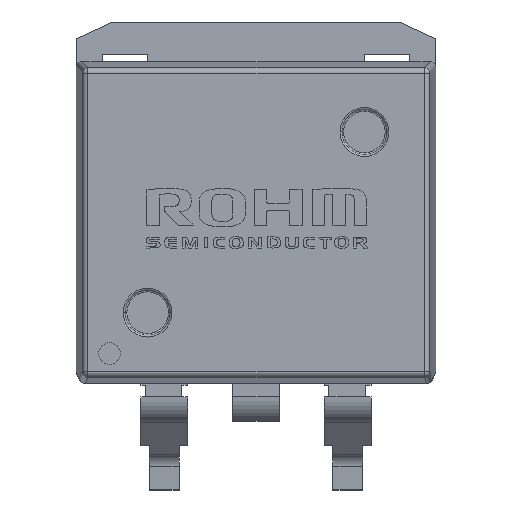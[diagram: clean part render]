
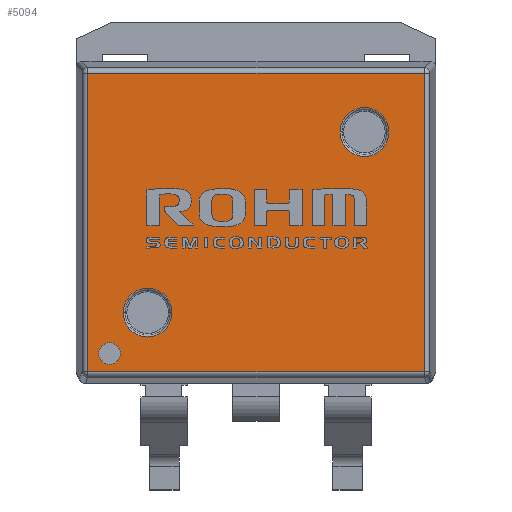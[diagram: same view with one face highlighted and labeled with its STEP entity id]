
A CAD part, top view. The second image highlights one B-rep face of the part: STEP entity #5094.
In plain terms, the highlighted planar face has unit normal (0, 0, 1).
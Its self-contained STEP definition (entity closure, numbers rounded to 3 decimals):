
#532 = FACE_OUTER_BOUND ( 'NONE', #6909, .T. ) ;
#597 = LINE ( 'NONE', #10861, #6177 ) ;
#684 = CARTESIAN_POINT ( 'NONE',  ( 0., 0., 4.85 ) ) ;
#759 = EDGE_CURVE ( 'NONE', #13929, #5587, #10943, .T. ) ;
#1179 = ORIENTED_EDGE ( 'NONE', *, *, #8564, .T. ) ;
#1197 = CARTESIAN_POINT ( 'NONE',  ( -4.654, 0., 4.85 ) ) ;
#1412 = EDGE_LOOP ( 'NONE', ( #5504, #6298 ) ) ;
#1419 = DIRECTION ( 'NONE',  ( 0., -1., 0. ) ) ;
#1548 = CARTESIAN_POINT ( 'NONE',  ( 2.325, 2.5, 4.85 ) ) ;
#1723 = CARTESIAN_POINT ( 'NONE',  ( 3.675, 2.5, 4.85 ) ) ;
#1724 = CIRCLE ( 'NONE', #3158, 0.3 ) ;
#2134 = ORIENTED_EDGE ( 'NONE', *, *, #4900, .T. ) ;
#2363 = DIRECTION ( 'NONE',  ( 1., 0., 0. ) ) ;
#2375 = ORIENTED_EDGE ( 'NONE', *, *, #759, .T. ) ;
#2490 = DIRECTION ( 'NONE',  ( 1., 0., 0. ) ) ;
#2498 = VERTEX_POINT ( 'NONE', #9401 ) ;
#2556 = EDGE_CURVE ( 'NONE', #2498, #14813, #597, .T. ) ;
#2988 = DIRECTION ( 'NONE',  ( 0., 0., 1. ) ) ;
#2996 = CIRCLE ( 'NONE', #7032, 0.675 ) ;
#3158 = AXIS2_PLACEMENT_3D ( 'NONE', #6637, #2988, #13474 ) ;
#3337 = DIRECTION ( 'NONE',  ( 1., 0., 0. ) ) ;
#3415 = CARTESIAN_POINT ( 'NONE',  ( -2.325, -2.5, 4.85 ) ) ;
#3472 = EDGE_LOOP ( 'NONE', ( #13482, #7840 ) ) ;
#3673 = VECTOR ( 'NONE', #7303, 1000. ) ;
#3814 = VERTEX_POINT ( 'NONE', #9267 ) ;
#3952 = CARTESIAN_POINT ( 'NONE',  ( 0., 4.129, 4.85 ) ) ;
#4004 = DIRECTION ( 'NONE',  ( 0., 1., 0. ) ) ;
#4364 = CARTESIAN_POINT ( 'NONE',  ( -3., -2.5, 4.85 ) ) ;
#4680 = CARTESIAN_POINT ( 'NONE',  ( 3., 2.5, 4.85 ) ) ;
#4900 = EDGE_CURVE ( 'NONE', #9568, #14156, #12955, .T. ) ;
#4913 = CARTESIAN_POINT ( 'NONE',  ( -3.675, -2.5, 4.85 ) ) ;
#5016 = DIRECTION ( 'NONE',  ( 1., 0., 0. ) ) ;
#5092 = PLANE ( 'NONE',  #13501 ) ;
#5094 = ADVANCED_FACE ( 'NONE', ( #5230, #10950, #7338, #532 ), #5092, .T. ) ;
#5230 = FACE_BOUND ( 'NONE', #3472, .T. ) ;
#5398 = EDGE_LOOP ( 'NONE', ( #14181, #2375 ) ) ;
#5504 = ORIENTED_EDGE ( 'NONE', *, *, #6167, .T. ) ;
#5587 = VERTEX_POINT ( 'NONE', #1723 ) ;
#6012 = DIRECTION ( 'NONE',  ( 1., 0., 0. ) ) ;
#6167 = EDGE_CURVE ( 'NONE', #11665, #8780, #2996, .T. ) ;
#6177 = VECTOR ( 'NONE', #11836, 1000. ) ;
#6298 = ORIENTED_EDGE ( 'NONE', *, *, #13170, .T. ) ;
#6368 = DIRECTION ( 'NONE',  ( 0., 0., 1. ) ) ;
#6431 = EDGE_CURVE ( 'NONE', #5587, #13929, #13065, .T. ) ;
#6543 = AXIS2_PLACEMENT_3D ( 'NONE', #11939, #6368, #5016 ) ;
#6637 = CARTESIAN_POINT ( 'NONE',  ( -4.054, -3.634, 4.85 ) ) ;
#6909 = EDGE_LOOP ( 'NONE', ( #2134, #1179, #9015, #12928 ) ) ;
#7007 = DIRECTION ( 'NONE',  ( 0., 0., -1. ) ) ;
#7032 = AXIS2_PLACEMENT_3D ( 'NONE', #9348, #13892, #2490 ) ;
#7303 = DIRECTION ( 'NONE',  ( -1., 0., 0. ) ) ;
#7338 = FACE_BOUND ( 'NONE', #5398, .T. ) ;
#7829 = CARTESIAN_POINT ( 'NONE',  ( 4.654, -4.136, 4.85 ) ) ;
#7840 = ORIENTED_EDGE ( 'NONE', *, *, #8868, .F. ) ;
#7921 = VERTEX_POINT ( 'NONE', #9326 ) ;
#8159 = DIRECTION ( 'NONE',  ( 0., 0., -1. ) ) ;
#8564 = EDGE_CURVE ( 'NONE', #14156, #2498, #12756, .T. ) ;
#8780 = VERTEX_POINT ( 'NONE', #4913 ) ;
#8868 = EDGE_CURVE ( 'NONE', #3814, #7921, #1724, .T. ) ;
#9015 = ORIENTED_EDGE ( 'NONE', *, *, #2556, .T. ) ;
#9103 = VECTOR ( 'NONE', #4004, 1000. ) ;
#9129 = CARTESIAN_POINT ( 'NONE',  ( 3., 2.5, 4.85 ) ) ;
#9267 = CARTESIAN_POINT ( 'NONE',  ( -4.354, -3.634, 4.85 ) ) ;
#9326 = CARTESIAN_POINT ( 'NONE',  ( -3.754, -3.634, 4.85 ) ) ;
#9348 = CARTESIAN_POINT ( 'NONE',  ( -3., -2.5, 4.85 ) ) ;
#9358 = AXIS2_PLACEMENT_3D ( 'NONE', #4364, #13553, #3337 ) ;
#9401 = CARTESIAN_POINT ( 'NONE',  ( -4.654, -4.136, 4.85 ) ) ;
#9568 = VERTEX_POINT ( 'NONE', #10429 ) ;
#9668 = AXIS2_PLACEMENT_3D ( 'NONE', #4680, #7007, #2363 ) ;
#9808 = DIRECTION ( 'NONE',  ( 0., 0., 1. ) ) ;
#9968 = AXIS2_PLACEMENT_3D ( 'NONE', #9129, #8159, #6012 ) ;
#10396 = CARTESIAN_POINT ( 'NONE',  ( -4.654, 4.129, 4.85 ) ) ;
#10429 = CARTESIAN_POINT ( 'NONE',  ( 4.654, 4.129, 4.85 ) ) ;
#10861 = CARTESIAN_POINT ( 'NONE',  ( 0., -4.136, 4.85 ) ) ;
#10873 = CIRCLE ( 'NONE', #6543, 0.3 ) ;
#10901 = CARTESIAN_POINT ( 'NONE',  ( 4.654, 0., 4.85 ) ) ;
#10943 = CIRCLE ( 'NONE', #9968, 0.675 ) ;
#10950 = FACE_BOUND ( 'NONE', #1412, .T. ) ;
#11288 = VECTOR ( 'NONE', #1419, 1000. ) ;
#11665 = VERTEX_POINT ( 'NONE', #3415 ) ;
#11836 = DIRECTION ( 'NONE',  ( 1., 0., 0. ) ) ;
#11939 = CARTESIAN_POINT ( 'NONE',  ( -4.054, -3.634, 4.85 ) ) ;
#12756 = LINE ( 'NONE', #1197, #11288 ) ;
#12928 = ORIENTED_EDGE ( 'NONE', *, *, #13393, .T. ) ;
#12955 = LINE ( 'NONE', #3952, #3673 ) ;
#12996 = CIRCLE ( 'NONE', #9358, 0.675 ) ;
#13065 = CIRCLE ( 'NONE', #9668, 0.675 ) ;
#13170 = EDGE_CURVE ( 'NONE', #8780, #11665, #12996, .T. ) ;
#13393 = EDGE_CURVE ( 'NONE', #14813, #9568, #14290, .T. ) ;
#13474 = DIRECTION ( 'NONE',  ( 1., 0., 0. ) ) ;
#13482 = ORIENTED_EDGE ( 'NONE', *, *, #14459, .F. ) ;
#13501 = AXIS2_PLACEMENT_3D ( 'NONE', #684, #9808, #14411 ) ;
#13553 = DIRECTION ( 'NONE',  ( 0., 0., -1. ) ) ;
#13892 = DIRECTION ( 'NONE',  ( 0., 0., -1. ) ) ;
#13929 = VERTEX_POINT ( 'NONE', #1548 ) ;
#14156 = VERTEX_POINT ( 'NONE', #10396 ) ;
#14181 = ORIENTED_EDGE ( 'NONE', *, *, #6431, .T. ) ;
#14290 = LINE ( 'NONE', #10901, #9103 ) ;
#14411 = DIRECTION ( 'NONE',  ( 1., 0., 0. ) ) ;
#14459 = EDGE_CURVE ( 'NONE', #7921, #3814, #10873, .T. ) ;
#14813 = VERTEX_POINT ( 'NONE', #7829 ) ;
